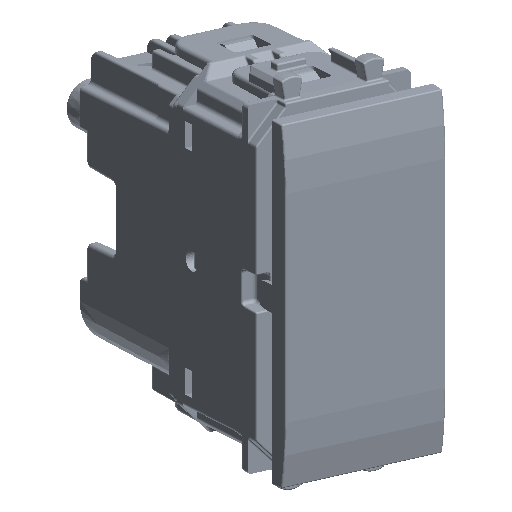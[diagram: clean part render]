
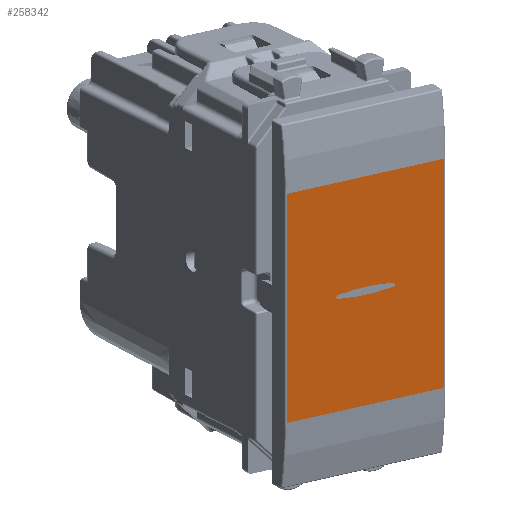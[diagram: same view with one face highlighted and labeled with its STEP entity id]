
A CAD part, top view. The second image highlights one B-rep face of the part: STEP entity #258342.
In plain terms, the highlighted face is planar.
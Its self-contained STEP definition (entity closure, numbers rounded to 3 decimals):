
#258146=CARTESIAN_POINT('Line Origine',(10.791,-11.,2.7)) ;
#258150=CARTESIAN_POINT('Vertex',(10.791,-13.933,2.7)) ;
#258152=CARTESIAN_POINT('Vertex',(10.791,13.933,2.7)) ;
#258278=CARTESIAN_POINT('Axis2P3D Location',(0.,0.,2.7)) ;
#258283=CARTESIAN_POINT('Line Origine',(-10.791,0.,2.7)) ;
#258287=CARTESIAN_POINT('Vertex',(-10.791,-13.933,2.7)) ;
#258289=CARTESIAN_POINT('Vertex',(-10.791,13.933,2.7)) ;
#258292=CARTESIAN_POINT('Line Origine',(0.,-13.933,2.7)) ;
#258297=CARTESIAN_POINT('Line Origine',(0.,13.933,2.7)) ;
#258308=CARTESIAN_POINT('Axis2P3D Location',(0.,-28.,2.7)) ;
#258312=CARTESIAN_POINT('Vertex',(-3.783,0.248,2.7)) ;
#258314=CARTESIAN_POINT('Vertex',(3.783,0.248,2.7)) ;
#258317=CARTESIAN_POINT('Axis2P3D Location',(3.75,0.,2.7)) ;
#258321=CARTESIAN_POINT('Vertex',(3.783,-0.248,2.7)) ;
#258324=CARTESIAN_POINT('Axis2P3D Location',(0.,28.,2.7)) ;
#258328=CARTESIAN_POINT('Vertex',(-3.783,-0.248,2.7)) ;
#258331=CARTESIAN_POINT('Axis2P3D Location',(-3.75,0.,2.7)) ;
#258147=DIRECTION('Vector Direction',(0.,-1.,0.)) ;
#258279=DIRECTION('Axis2P3D Direction',(-0.,0.,1.)) ;
#258280=DIRECTION('Axis2P3D XDirection',(0.,-1.,0.)) ;
#258284=DIRECTION('Vector Direction',(0.,-1.,0.)) ;
#258293=DIRECTION('Vector Direction',(1.,0.,0.)) ;
#258298=DIRECTION('Vector Direction',(1.,0.,0.)) ;
#258309=DIRECTION('Axis2P3D Direction',(-0.,0.,1.)) ;
#258318=DIRECTION('Axis2P3D Direction',(-0.,0.,1.)) ;
#258325=DIRECTION('Axis2P3D Direction',(-0.,0.,1.)) ;
#258332=DIRECTION('Axis2P3D Direction',(-0.,0.,1.)) ;
#258281=AXIS2_PLACEMENT_3D('Plane Axis2P3D',#258278,#258279,#258280) ;
#258310=AXIS2_PLACEMENT_3D('Circle Axis2P3D',#258308,#258309,$) ;
#258319=AXIS2_PLACEMENT_3D('Circle Axis2P3D',#258317,#258318,$) ;
#258326=AXIS2_PLACEMENT_3D('Circle Axis2P3D',#258324,#258325,$) ;
#258333=AXIS2_PLACEMENT_3D('Circle Axis2P3D',#258331,#258332,$) ;
#258303=ORIENTED_EDGE('',*,*,#258291,.F.) ;
#258304=ORIENTED_EDGE('',*,*,#258296,.T.) ;
#258305=ORIENTED_EDGE('',*,*,#258154,.T.) ;
#258306=ORIENTED_EDGE('',*,*,#258301,.F.) ;
#258337=ORIENTED_EDGE('',*,*,#258316,.T.) ;
#258338=ORIENTED_EDGE('',*,*,#258323,.T.) ;
#258339=ORIENTED_EDGE('',*,*,#258330,.T.) ;
#258340=ORIENTED_EDGE('',*,*,#258335,.T.) ;
#258341=FACE_BOUND('',#258336,.T.) ;
#258148=VECTOR('Line Direction',#258147,1.) ;
#258285=VECTOR('Line Direction',#258284,1.) ;
#258294=VECTOR('Line Direction',#258293,1.) ;
#258299=VECTOR('Line Direction',#258298,1.) ;
#258342=ADVANCED_FACE('PartBody',(#258307,#258341),#258282,.T.) ;
#258311=CIRCLE('generated circle',#258310,28.5) ;
#258320=CIRCLE('generated circle',#258319,0.25) ;
#258327=CIRCLE('generated circle',#258326,28.5) ;
#258334=CIRCLE('generated circle',#258333,0.25) ;
#258154=EDGE_CURVE('',#258151,#258153,#258149,.F.) ;
#258291=EDGE_CURVE('',#258288,#258290,#258286,.F.) ;
#258296=EDGE_CURVE('',#258288,#258151,#258295,.T.) ;
#258301=EDGE_CURVE('',#258290,#258153,#258300,.T.) ;
#258316=EDGE_CURVE('',#258313,#258315,#258311,.F.) ;
#258323=EDGE_CURVE('',#258315,#258322,#258320,.F.) ;
#258330=EDGE_CURVE('',#258322,#258329,#258327,.F.) ;
#258335=EDGE_CURVE('',#258329,#258313,#258334,.F.) ;
#258302=EDGE_LOOP('',(#258303,#258304,#258305,#258306)) ;
#258336=EDGE_LOOP('',(#258337,#258338,#258339,#258340)) ;
#258307=FACE_OUTER_BOUND('',#258302,.T.) ;
#258149=LINE('Line',#258146,#258148) ;
#258286=LINE('Line',#258283,#258285) ;
#258295=LINE('Line',#258292,#258294) ;
#258300=LINE('Line',#258297,#258299) ;
#258282=PLANE('',#258281) ;
#258151=VERTEX_POINT('',#258150) ;
#258153=VERTEX_POINT('',#258152) ;
#258288=VERTEX_POINT('',#258287) ;
#258290=VERTEX_POINT('',#258289) ;
#258313=VERTEX_POINT('',#258312) ;
#258315=VERTEX_POINT('',#258314) ;
#258322=VERTEX_POINT('',#258321) ;
#258329=VERTEX_POINT('',#258328) ;
